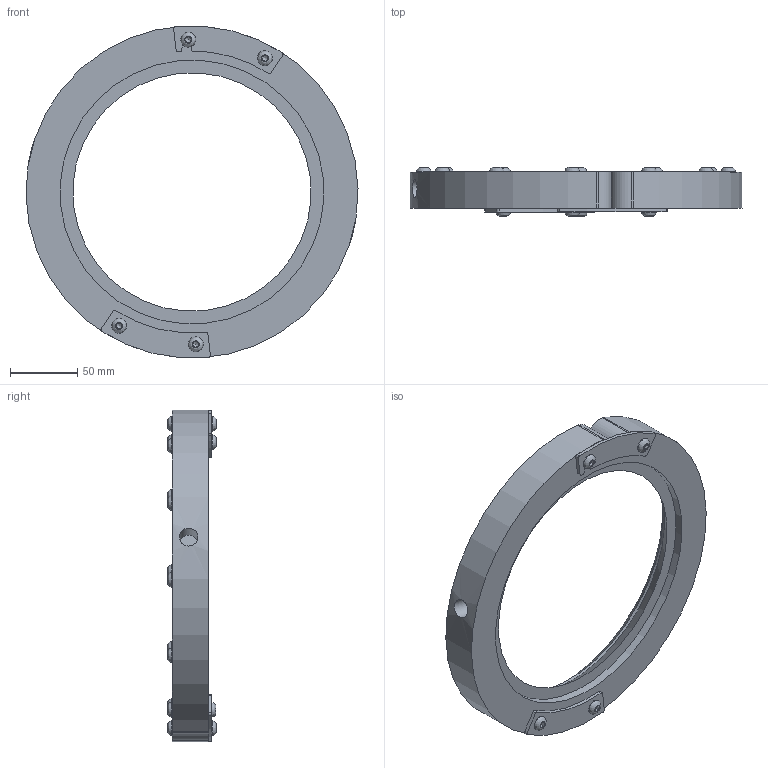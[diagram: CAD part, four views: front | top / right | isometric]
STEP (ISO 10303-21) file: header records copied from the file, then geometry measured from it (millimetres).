
FILE_DESCRIPTION((''),'2;1');
FILE_NAME('2437-3D.stp','2010-06-03T16:00:10',('michael witt'),(''),'Autodesk Inventor 2010','Autodesk Inventor 2010','');
FILE_SCHEMA(('AUTOMOTIVE_DESIGN { 1 0 10303 214 1 1 1 1 }'));
Length unit declared in the file: inch
Products named in the file (20): Assembly8; Part284; Part286; Part288; Part290; Part292; Part294; Part296; Part298; Part300; Part302; Part304; Part306; Part308; Part310; Part312; Part314; Part316; Part318; Part320
Assembly tree (19 placements, depth 2):
  Assembly8
    Part284
    Part286
    Part288
    Part290
    Part292
    Part294
    Part296
    Part298
    Part300
    Part302
    Part304
    Part306
    Part308
    Part310
    Part312
    Part314
    Part316
    Part318
    Part320
Bounding box: 247.6 x 36.37 x 247.35 mm (x, y, z)
Volume: 500858.3 mm3; surface area: 96439.4 mm2
Topology: 19 solids, 19 shells, 274 faces, 605 edges, 388 vertices
Faces by surface type: plane 161, cylinder 61, cone 34, bspline 18
Full cylindrical faces by diameter (mm): 6.35 x16, 7.112 x3, 11.1 x16, 13.716 x2, 196.85 x1, 199.212 x1
Entity records: 8132 total; most frequent: CARTESIAN_POINT 2171, DIRECTION 1144, ORIENTED_EDGE 988, EDGE_CURVE 494, AXIS2_PLACEMENT_3D 453, EDGE_LOOP 396, VERTEX_POINT 368, FACE_OUTER_BOUND 274
